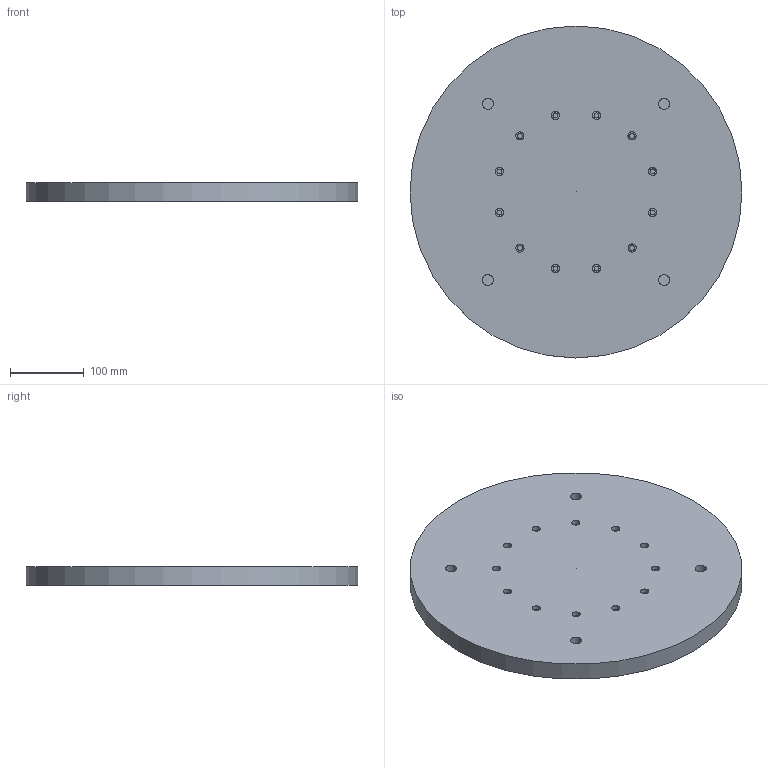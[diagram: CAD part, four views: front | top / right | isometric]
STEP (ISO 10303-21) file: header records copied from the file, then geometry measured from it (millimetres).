
FILE_DESCRIPTION(/* description */ (''),/* implementation_level */ '2;1');
FILE_NAME(/* name */ 'bas_450mm v1.step',/* time_stamp */ '2020-02-26T23:14:52+01:00',/* author */ (''),/* organization */ (''),/* preprocessor_version */ 'ST-DEVELOPER v18',/* originating_system */ 'Autodesk Translation Framework v8.12.0.6',/* authorisation */ '');
FILE_SCHEMA (('AUTOMOTIVE_DESIGN { 1 0 10303 214 3 1 1 }'));
Length unit declared in the file: millimetre
Products named in the file (1): bas_450mm
Bounding box: 450 x 450 x 25 mm (x, y, z)
Volume: 2930801.1 mm3; surface area: 374383.7 mm2
Topology: 1 solids, 1 shells, 49 faces, 162 edges, 121 vertices
Faces by surface type: cylinder 30, plane 12, cone 7
Full cylindrical faces by diameter (mm): 6.6 x12, 11 x12, 15 x4, 315.16 x1, 450 x1
Entity records: 2916 total; most frequent: CARTESIAN_POINT 1447, ORIENTED_EDGE 320, DIRECTION 251, EDGE_CURVE 160, VERTEX_POINT 121, AXIS2_PLACEMENT_3D 107, EDGE_LOOP 89, B_SPLINE_CURVE_WITH_KNOTS 66
